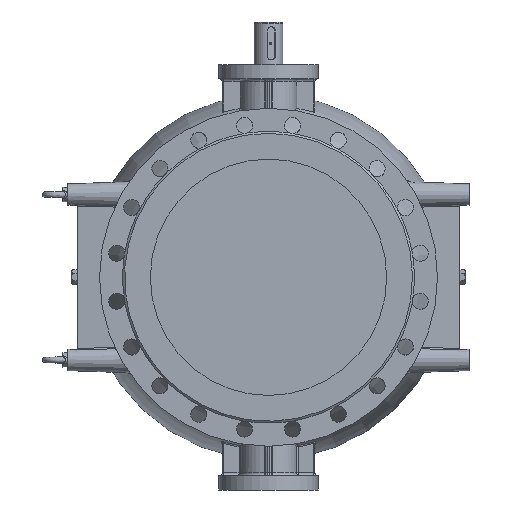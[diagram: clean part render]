
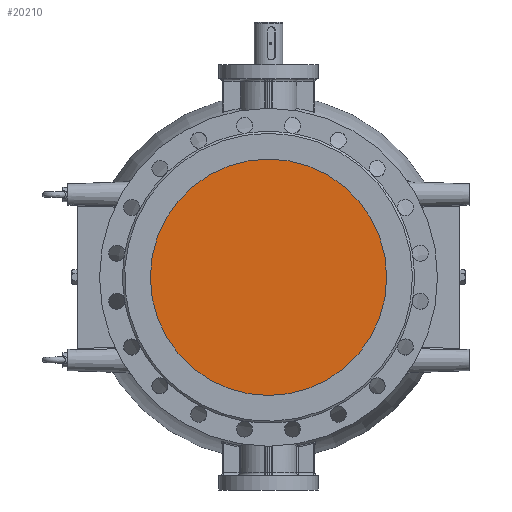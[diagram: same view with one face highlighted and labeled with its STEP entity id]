
A CAD part, left-side view. The second image highlights one B-rep face of the part: STEP entity #20210.
In plain terms, the highlighted planar face has unit normal (-1, 0, 0).
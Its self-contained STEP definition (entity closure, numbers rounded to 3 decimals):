
#2262 = CIRCLE ( 'NONE', #6157, 250. ) ;
#4309 = CARTESIAN_POINT ( 'NONE',  ( -205., 0., 0. ) ) ;
#5285 = DIRECTION ( 'NONE',  ( 0., 0., 1. ) ) ;
#6157 = AXIS2_PLACEMENT_3D ( 'NONE', #4309, #38193, #5285 ) ;
#19051 = FACE_OUTER_BOUND ( 'NONE', #47551, .T. ) ;
#20210 = ADVANCED_FACE ( 'NONE', ( #19051 ), #34513, .T. ) ;
#22880 = CARTESIAN_POINT ( 'NONE',  ( -205., 0., 250. ) ) ;
#27158 = CARTESIAN_POINT ( 'NONE',  ( -205., 0., 0. ) ) ;
#34513 = PLANE ( 'NONE',  #41849 ) ;
#37467 = DIRECTION ( 'NONE',  ( -1., 0., 0. ) ) ;
#37608 = VERTEX_POINT ( 'NONE', #22880 ) ;
#38193 = DIRECTION ( 'NONE',  ( -1., 0., 0. ) ) ;
#40562 = EDGE_CURVE ( 'NONE', #37608, #37608, #2262, .T. ) ;
#41199 = ORIENTED_EDGE ( 'NONE', *, *, #40562, .T. ) ;
#41849 = AXIS2_PLACEMENT_3D ( 'NONE', #27158, #37467, #42139 ) ;
#42139 = DIRECTION ( 'NONE',  ( 0., 0., 1. ) ) ;
#47551 = EDGE_LOOP ( 'NONE', ( #41199 ) ) ;
